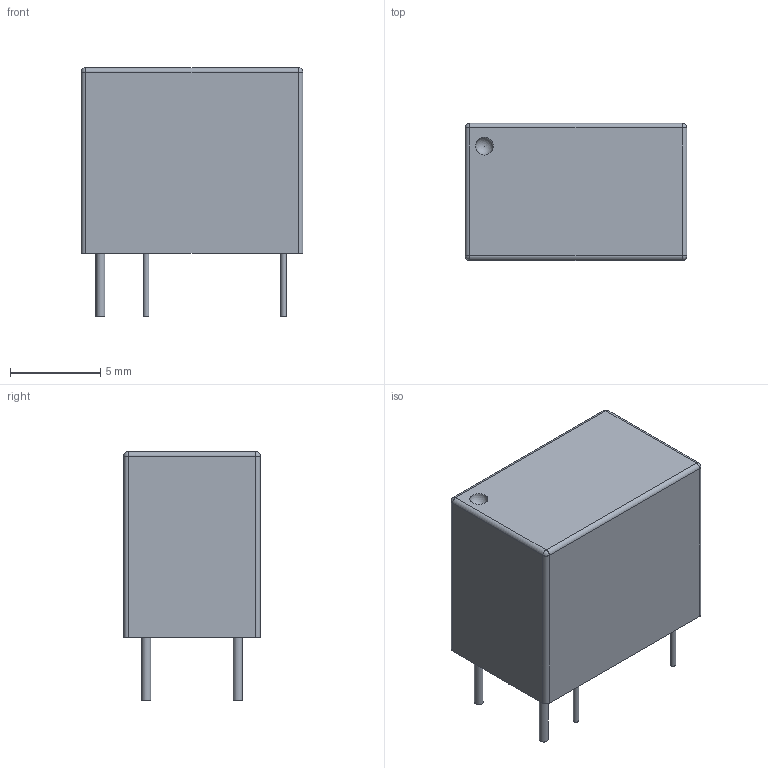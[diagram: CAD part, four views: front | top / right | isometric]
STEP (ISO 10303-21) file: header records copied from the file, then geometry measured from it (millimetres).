
FILE_DESCRIPTION(('FreeCAD Model'),'2;1');
FILE_NAME('Relay_SPDT_HsinDa_Y14.step','2018-04-28T15:12:27',('Author'),(''), 'Open CASCADE STEP processor 7.2','FreeCAD','Unknown');
FILE_SCHEMA(('AUTOMOTIVE_DESIGN { 1 0 10303 214 1 1 1 1 }'));
Length unit declared in the file: millimetre
Products named in the file (1): Fusion
Bounding box: 12.3 x 7.6 x 13.8 mm (x, y, z)
Volume: 963.9 mm3; surface area: 613.1 mm2
Topology: 1 solids, 1 shells, 31 faces, 61 edges, 34 vertices
Faces by surface type: cylinder 14, plane 12, sphere 5
Full cylindrical faces by diameter (mm): 0.3 x4, 0.5 x2
Entity records: 942 total; most frequent: CARTESIAN_POINT 159, PCURVE 112, ORIENTED_EDGE 87, LINE 61, EDGE_CURVE 56, DEFINITIONAL_REPRESENTATION 52, SURFACE_CURVE 49, AXIS2_PLACEMENT_3D 47
